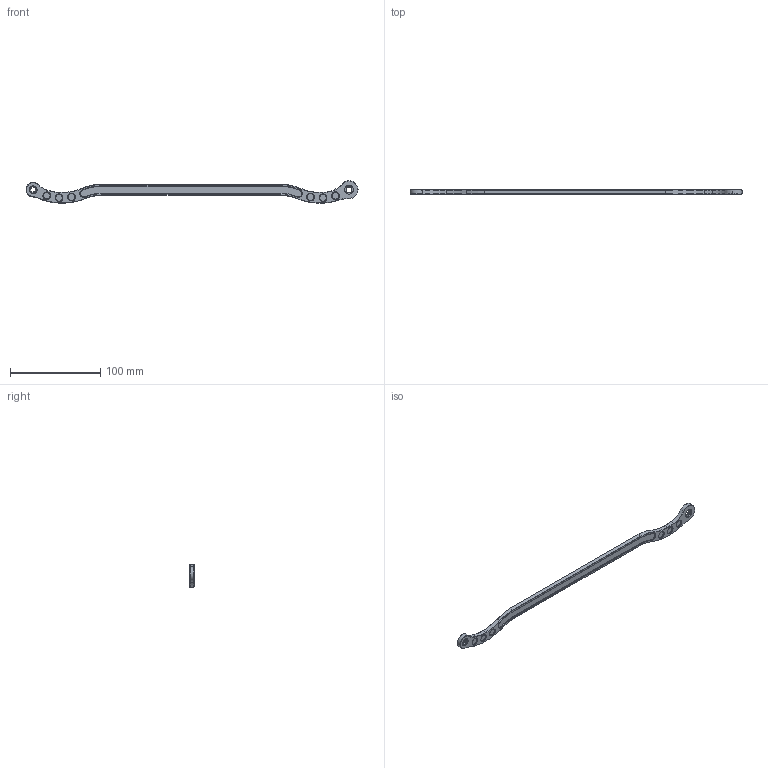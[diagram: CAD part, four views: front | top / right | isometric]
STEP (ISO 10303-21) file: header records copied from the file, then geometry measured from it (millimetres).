
FILE_DESCRIPTION (( 'STEP AP214' ), '1' );
FILE_NAME ('link.STEP', '2026-01-29T05:57:57', ( '' ), ( '' ), 'SwSTEP 2.0', 'SolidWorks 2023', '' );
FILE_SCHEMA (( 'AUTOMOTIVE_DESIGN' ));
Length unit declared in the file: millimetre
Products named in the file (1): link
Bounding box: 367.99 x 5 x 25 mm (x, y, z)
Volume: 17949.9 mm3; surface area: 13765 mm2
Topology: 1 solids, 1 shells, 286 faces, 628 edges, 362 vertices
Faces by surface type: cone 144, cylinder 80, plane 62
Entity records: 7789 total; most frequent: DIRECTION 1508, CARTESIAN_POINT 1277, ORIENTED_EDGE 1256, EDGE_CURVE 628, AXIS2_PLACEMENT_3D 593, VERTEX_POINT 362, VECTOR 322, LINE 322
